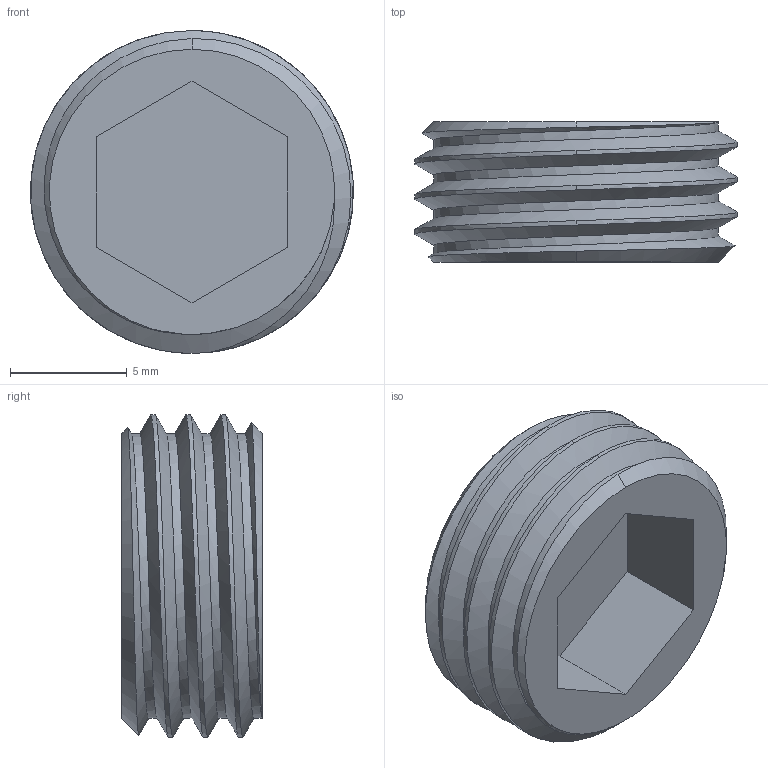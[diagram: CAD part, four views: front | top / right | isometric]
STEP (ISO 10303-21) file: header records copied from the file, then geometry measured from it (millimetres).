
FILE_DESCRIPTION (( 'STEP AP214' ), '1' );
FILE_NAME ('A_1003-000.P2.STEP', '2023-06-05T06:40:17', ( '' ), ( '' ), 'SwSTEP 2.0', 'SolidWorks 2019', '' );
FILE_SCHEMA (( 'AUTOMOTIVE_DESIGN' ));
Length unit declared in the file: millimetre
Products named in the file (1): A_1003-000.P2
Bounding box: 13.8 x 6 x 13.8 mm (x, y, z)
Volume: 542.3 mm3; surface area: 732.7 mm2
Topology: 1 solids, 1 shells, 24 faces, 63 edges, 42 vertices
Faces by surface type: plane 9, cylinder 7, cone 5, bspline 3
Entity records: 2532 total; most frequent: CARTESIAN_POINT 1976, ORIENTED_EDGE 126, DIRECTION 83, EDGE_CURVE 63, VERTEX_POINT 42, AXIS2_PLACEMENT_3D 28, VECTOR 27, LINE 27
